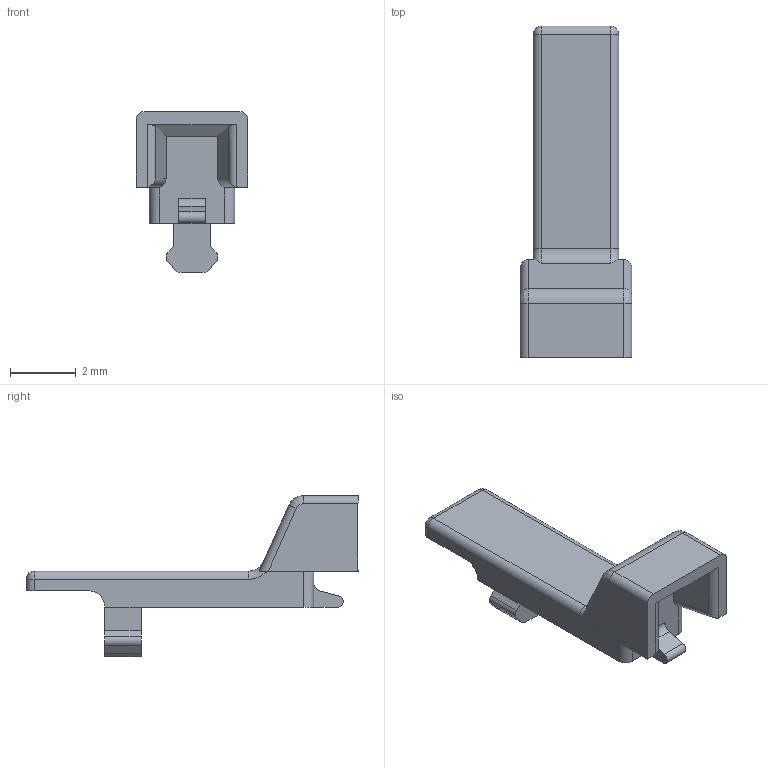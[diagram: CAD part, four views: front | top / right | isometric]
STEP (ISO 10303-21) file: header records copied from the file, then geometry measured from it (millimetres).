
FILE_DESCRIPTION(/* description */ (''),/* implementation_level */ '2;1');
FILE_NAME(/* name */ '435015.stp',/* time_stamp */ '2022-03-29T15:23:50+08:00',/* author */ (''),/* organization */ (''),/* preprocessor_version */ 'ST-DEVELOPER v16.7',/* originating_system */ 'SIEMENS PLM Software NX 12.0',/* authorisation */ '');
FILE_SCHEMA (('AUTOMOTIVE_DESIGN { 1 0 10303 214 3 1 1 1 }'));
Length unit declared in the file: millimetre
Products named in the file (1): SP2C7811D1hkld
Bounding box: 3.4 x 10.1 x 4.9 mm (x, y, z)
Volume: 38.7 mm3; surface area: 111.5 mm2
Topology: 1 solids, 1 shells, 59 faces, 157 edges, 100 vertices
Faces by surface type: plane 29, cylinder 24, torus 3, sphere 2, bspline 1
Entity records: 2300 total; most frequent: CARTESIAN_POINT 386, ORIENTED_EDGE 314, DIRECTION 301, EDGE_CURVE 157, AXIS2_PLACEMENT_3D 101, VERTEX_POINT 100, LINE 99, VECTOR 99
